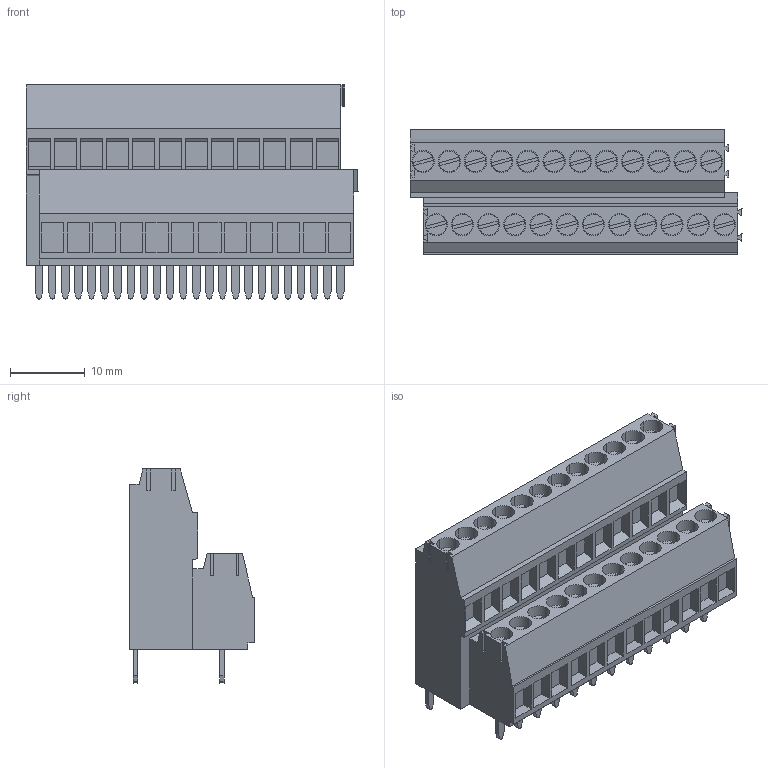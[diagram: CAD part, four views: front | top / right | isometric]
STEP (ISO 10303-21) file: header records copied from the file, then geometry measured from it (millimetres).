
FILE_DESCRIPTION(('CATIA V5 STEP Exchange','CAx-IF Rec.Pracs.--- Model Styling and Organization---1.4--- 2014-01-23'),'2;1');
FILE_NAME ('D1480022_0_1720100000_1720100000.stp','2021-03-30T10:00:20+00:00',('none'),('Weidmueller'),'CATIA Version 5-6 Release 2016 SP3 HF44','CATIA V5 STEP AP214','none');
FILE_SCHEMA(('AUTOMOTIVE_DESIGN { 1 0 10303 214 1 1 1 1 }'));
Length unit declared in the file: millimetre
Products named in the file (1): 1720100000
Bounding box: 44.35 x 16.75 x 28.6 mm (x, y, z)
Volume: 11557.1 mm3; surface area: 6757.1 mm2
Topology: 49 solids, 49 shells, 707 faces, 1646 edges, 1097 vertices
Faces by surface type: plane 587, cylinder 120
Entity records: 18805 total; most frequent: CARTESIAN_POINT 3583, ORIENTED_EDGE 3292, DIRECTION 2560, EDGE_CURVE 1646, VECTOR 1310, LINE 1310, VERTEX_POINT 1097, AXIS2_PLACEMENT_3D 780
